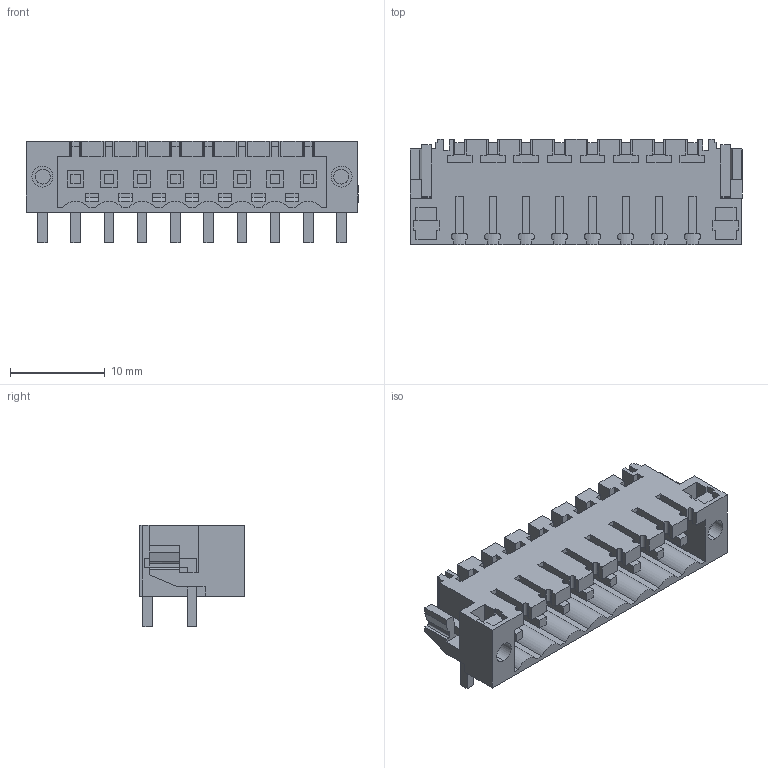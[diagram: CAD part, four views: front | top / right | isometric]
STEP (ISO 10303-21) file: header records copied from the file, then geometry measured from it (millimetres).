
FILE_DESCRIPTION(('CATIA V5 STEP Exchange','CAx-IF Rec.Pracs.--- Model Styling and Organization---1.2---2011-12-15'),'2;1');
FILE_NAME ('D1457208_0_1841920000_1841920000.stp','2018-03-14T12:53:59+00:00',('none'),('Weidmueller'),'CATIA Version 5-6 Release 2014','CATIA V5 STEP AP214','none');
FILE_SCHEMA(('AUTOMOTIVE_DESIGN { 1 0 10303 214 1 1 1 1 }'));
Length unit declared in the file: millimetre
Products named in the file (1): 1841920000
Bounding box: 34.95 x 11.05 x 10.65 mm (x, y, z)
Volume: 1294.2 mm3; surface area: 3406.1 mm2
Topology: 11 solids, 11 shells, 668 faces, 2003 edges, 1374 vertices
Faces by surface type: plane 616, cylinder 52
Entity records: 21718 total; most frequent: ORIENTED_EDGE 4006, CARTESIAN_POINT 3838, DIRECTION 2877, EDGE_CURVE 2003, VECTOR 1899, LINE 1899, VERTEX_POINT 1374, EDGE_LOOP 709
